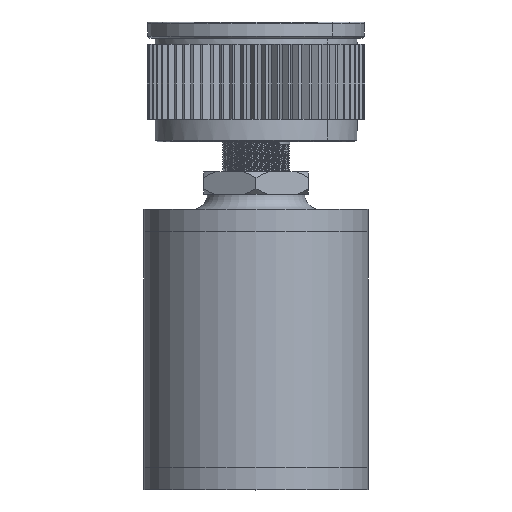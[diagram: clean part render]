
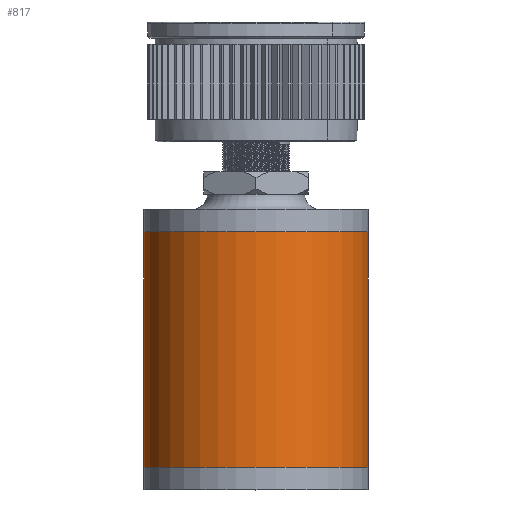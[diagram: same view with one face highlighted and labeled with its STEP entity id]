
A CAD part, front view. The second image highlights one B-rep face of the part: STEP entity #817.
In plain terms, the highlighted cylindrical face has radius 15 mm (diameter 30 mm), a partial arc.
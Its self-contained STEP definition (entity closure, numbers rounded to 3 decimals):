
#817 = ADVANCED_FACE ( 'NONE', ( #27917 ), #6634, .T. ) ;
#1075 = EDGE_CURVE ( 'NONE', #17011, #13501, #27161, .T. ) ;
#2230 = LINE ( 'NONE', #28456, #3984 ) ;
#2342 = AXIS2_PLACEMENT_3D ( 'NONE', #20798, #28221, #21252 ) ;
#3303 = CARTESIAN_POINT ( 'NONE',  ( -15., 0., -34.4 ) ) ;
#3952 = AXIS2_PLACEMENT_3D ( 'NONE', #30331, #16702, #18729 ) ;
#3984 = VECTOR ( 'NONE', #14054, 1000. ) ;
#4731 = LINE ( 'NONE', #16708, #14710 ) ;
#6255 = EDGE_LOOP ( 'NONE', ( #19838, #15182, #21465, #21058 ) ) ;
#6594 = CARTESIAN_POINT ( 'NONE',  ( -15., 0., -3. ) ) ;
#6634 = CYLINDRICAL_SURFACE ( 'NONE', #2342, 15. ) ;
#6895 = DIRECTION ( 'NONE',  ( 0., 0., 1. ) ) ;
#7321 = AXIS2_PLACEMENT_3D ( 'NONE', #26930, #8430, #8125 ) ;
#8125 = DIRECTION ( 'NONE',  ( 0., -1., 0. ) ) ;
#8430 = DIRECTION ( 'NONE',  ( 0., 0., -1. ) ) ;
#9624 = EDGE_CURVE ( 'NONE', #22276, #17011, #2230, .T. ) ;
#10964 = EDGE_CURVE ( 'NONE', #22276, #11089, #25825, .T. ) ;
#11089 = VERTEX_POINT ( 'NONE', #3303 ) ;
#13501 = VERTEX_POINT ( 'NONE', #6594 ) ;
#14054 = DIRECTION ( 'NONE',  ( 0., 0., 1. ) ) ;
#14710 = VECTOR ( 'NONE', #6895, 1000. ) ;
#15182 = ORIENTED_EDGE ( 'NONE', *, *, #10964, .F. ) ;
#16590 = CARTESIAN_POINT ( 'NONE',  ( 15., 0., -34.4 ) ) ;
#16702 = DIRECTION ( 'NONE',  ( 0., 0., -1. ) ) ;
#16708 = CARTESIAN_POINT ( 'NONE',  ( -15., 0., -37.4 ) ) ;
#17011 = VERTEX_POINT ( 'NONE', #21325 ) ;
#18729 = DIRECTION ( 'NONE',  ( 0., -1., 0. ) ) ;
#19838 = ORIENTED_EDGE ( 'NONE', *, *, #23226, .F. ) ;
#20798 = CARTESIAN_POINT ( 'NONE',  ( 0., 0., -37.4 ) ) ;
#21058 = ORIENTED_EDGE ( 'NONE', *, *, #1075, .T. ) ;
#21252 = DIRECTION ( 'NONE',  ( 1., 0., 0. ) ) ;
#21325 = CARTESIAN_POINT ( 'NONE',  ( 15., 0., -3. ) ) ;
#21465 = ORIENTED_EDGE ( 'NONE', *, *, #9624, .T. ) ;
#22276 = VERTEX_POINT ( 'NONE', #16590 ) ;
#23226 = EDGE_CURVE ( 'NONE', #11089, #13501, #4731, .T. ) ;
#25825 = CIRCLE ( 'NONE', #3952, 15. ) ;
#26930 = CARTESIAN_POINT ( 'NONE',  ( 0., 0., -3. ) ) ;
#27161 = CIRCLE ( 'NONE', #7321, 15. ) ;
#27917 = FACE_OUTER_BOUND ( 'NONE', #6255, .T. ) ;
#28221 = DIRECTION ( 'NONE',  ( 0., 0., 1. ) ) ;
#28456 = CARTESIAN_POINT ( 'NONE',  ( 15., 0., -37.4 ) ) ;
#30331 = CARTESIAN_POINT ( 'NONE',  ( 0., 0., -34.4 ) ) ;
